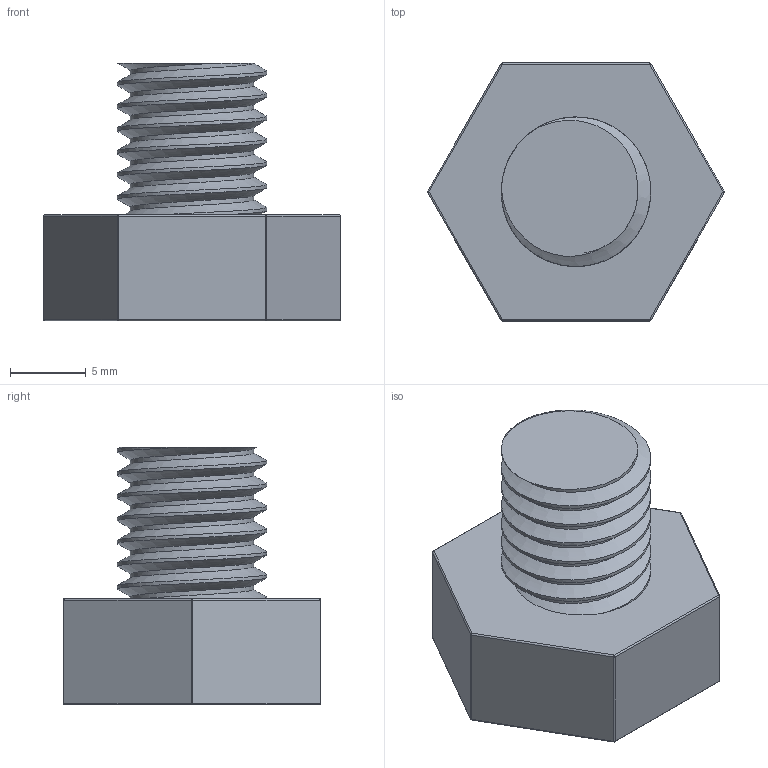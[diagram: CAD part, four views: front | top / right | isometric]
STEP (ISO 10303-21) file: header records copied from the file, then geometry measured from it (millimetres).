
FILE_DESCRIPTION(/* description */ (''),/* implementation_level */ '2;1');
FILE_NAME(/* name */ 'Screw M10.step',/* time_stamp */ '2024-09-20T11:27:23+02:00',/* author */ (''),/* organization */ (''),/* preprocessor_version */ 'ST-DEVELOPER v20',/* originating_system */ 'Autodesk Translation Framework v13.14.0.145',/* authorisation */ '');
FILE_SCHEMA (('AUTOMOTIVE_DESIGN { 1 0 10303 214 3 1 1 }'));
Length unit declared in the file: millimetre
Products named in the file (1): Screw M10
Bounding box: 19.6 x 17 x 17 mm (x, y, z)
Volume: 2016.7 mm3; surface area: 1638.1 mm2
Topology: 1 solids, 1 shells, 70 faces, 162 edges, 96 vertices
Faces by surface type: cylinder 44, sphere 12, plane 10, bspline 4
Full cylindrical faces by diameter (mm): 8.141 x6, 8.526 x3, 9.85 x6, 10.198 x3
Entity records: 4948 total; most frequent: CARTESIAN_POINT 3421, ORIENTED_EDGE 324, DIRECTION 284, EDGE_CURVE 162, AXIS2_PLACEMENT_3D 113, VERTEX_POINT 96, EDGE_LOOP 72, FACE_OUTER_BOUND 70
